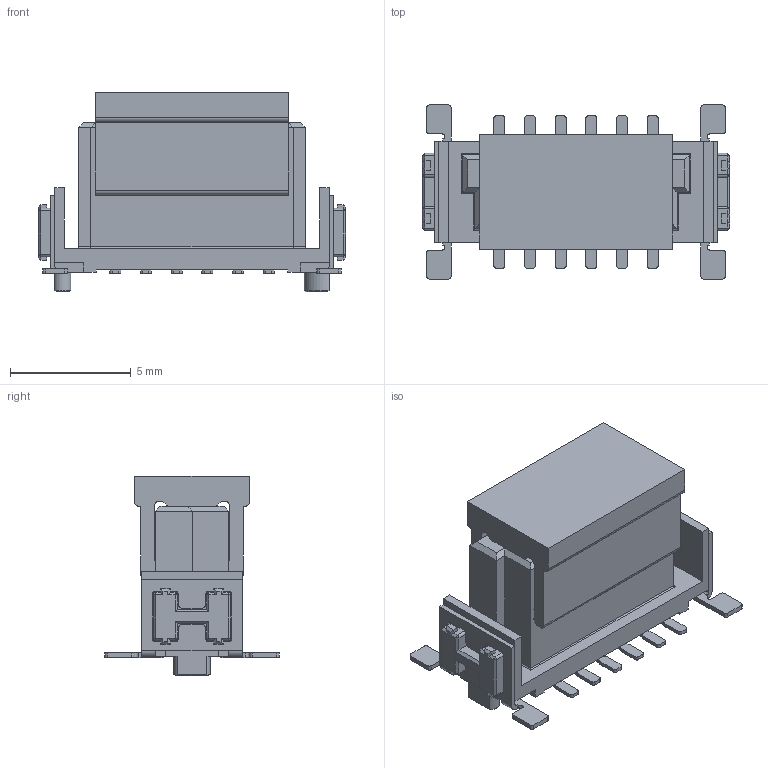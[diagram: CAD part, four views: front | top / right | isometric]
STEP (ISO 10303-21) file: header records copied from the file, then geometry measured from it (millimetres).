
FILE_DESCRIPTION((''),'2;1');
FILE_NAME('M55-6001242_ASM','2018-11-08T09:49:41',('rportlock'),(''),'CREO PARAMETRIC BY PTC INC, 2017380','CREO PARAMETRIC BY PTC INC, 2017380','');
FILE_SCHEMA(('CONFIG_CONTROL_DESIGN','SHAPE_APPEARANCE_LAYERS_GROUPS'));
Length unit declared in the file: millimetre
Products named in the file (5): M55-60012_MOULD; M55-600_CONTACT; M55-700_STRAP; M55-600_CAP; M55-6001242_ASM
Assembly tree (16 placements, depth 2):
  M55-6001242_ASM
    M55-60012_MOULD
    M55-600_CONTACT  x12
    M55-700_STRAP  x2
    M55-600_CAP
Bounding box: 12.7 x 7.2 x 8.25 mm (x, y, z)
Volume: 226.2 mm3; surface area: 1142.6 mm2
Topology: 16 solids, 16 shells, 2349 faces, 5796 edges, 3478 vertices
Faces by surface type: plane 893, cylinder 885, torus 336, bspline 120, sphere 96, cone 19
Entity records: 25064 total; most frequent: CARTESIAN_POINT 3693, ORIENTED_EDGE 3080, DIRECTION 3067, PRESENTATION_STYLE_ASSIGNMENT 1685, STYLED_ITEM 1544, CURVE_STYLE 1540, EDGE_CURVE 1540, VECTOR 1205
